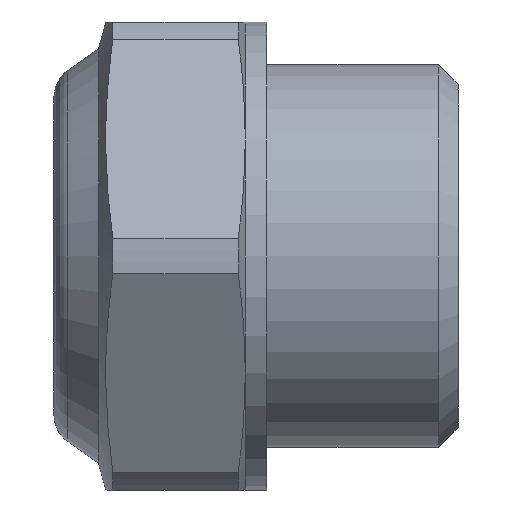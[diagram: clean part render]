
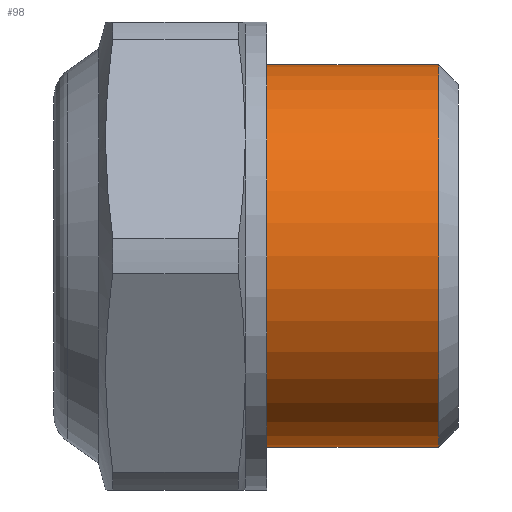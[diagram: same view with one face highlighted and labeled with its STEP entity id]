
A CAD part, front view. The second image highlights one B-rep face of the part: STEP entity #98.
In plain terms, the highlighted cylindrical face has radius 9 mm (diameter 18 mm), a full revolution.
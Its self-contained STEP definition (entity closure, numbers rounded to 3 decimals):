
#98 = ADVANCED_FACE( '', ( #225, #226 ), #227, .T. );
#225 = FACE_OUTER_BOUND( '', #380, .T. );
#226 = FACE_OUTER_BOUND( '', #381, .T. );
#227 = CYLINDRICAL_SURFACE( '', #382, 9. );
#380 = EDGE_LOOP( '', ( #605 ) );
#381 = EDGE_LOOP( '', ( #606 ) );
#382 = AXIS2_PLACEMENT_3D( '', #607, #608, #609 );
#605 = ORIENTED_EDGE( '', *, *, #950, .T. );
#606 = ORIENTED_EDGE( '', *, *, #951, .F. );
#607 = CARTESIAN_POINT( '', ( 19., 0., 0. ) );
#608 = DIRECTION( '', ( -1., 0., 0. ) );
#609 = DIRECTION( '', ( 0., 0., -1. ) );
#950 = EDGE_CURVE( '', #1154, #1154, #1155, .T. );
#951 = EDGE_CURVE( '', #1156, #1156, #1157, .T. );
#1154 = VERTEX_POINT( '', #1428 );
#1155 = CIRCLE( '', #1429, 9. );
#1156 = VERTEX_POINT( '', #1430 );
#1157 = CIRCLE( '', #1431, 9. );
#1428 = CARTESIAN_POINT( '', ( 10., 0., -9. ) );
#1429 = AXIS2_PLACEMENT_3D( '', #1734, #1735, #1736 );
#1430 = CARTESIAN_POINT( '', ( 18.08, 0., -9. ) );
#1431 = AXIS2_PLACEMENT_3D( '', #1737, #1738, #1739 );
#1734 = CARTESIAN_POINT( '', ( 10., 0., 0. ) );
#1735 = DIRECTION( '', ( 1., 0., 0. ) );
#1736 = DIRECTION( '', ( 0., 0., -1. ) );
#1737 = CARTESIAN_POINT( '', ( 18.08, 0., 0. ) );
#1738 = DIRECTION( '', ( 1., 0., 0. ) );
#1739 = DIRECTION( '', ( 0., 0., -1. ) );
